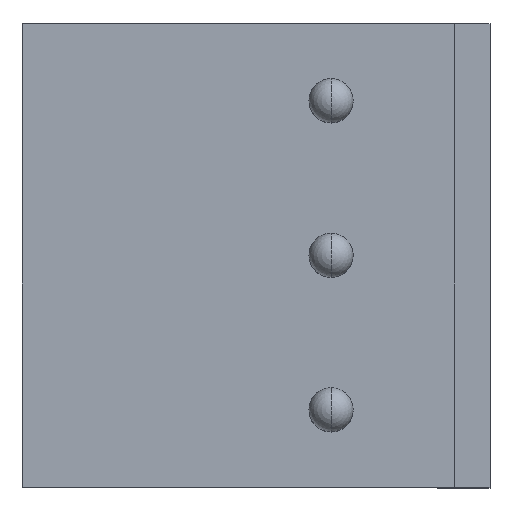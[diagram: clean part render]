
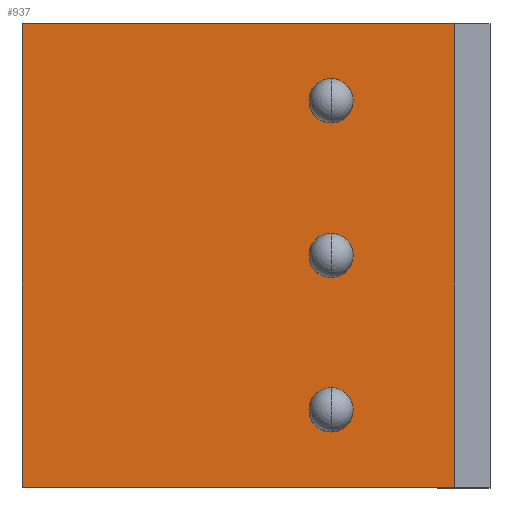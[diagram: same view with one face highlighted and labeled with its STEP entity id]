
A CAD part, top view. The second image highlights one B-rep face of the part: STEP entity #937.
In plain terms, the highlighted planar face has unit normal (0, 0, 1).
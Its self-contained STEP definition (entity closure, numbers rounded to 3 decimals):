
#1=DIRECTION('',(1.,0.,0.));
#2=VECTOR('',#1,9.8);
#3=CARTESIAN_POINT('',(0.,0.,0.));
#4=LINE('',#3,#2);
#33=DIRECTION('',(0.,1.,0.));
#34=VECTOR('',#33,10.5);
#35=CARTESIAN_POINT('',(0.,0.,0.));
#36=LINE('',#35,#34);
#37=CARTESIAN_POINT('',(7.,8.75,0.));
#38=DIRECTION('',(0.,0.,1.));
#39=DIRECTION('',(0.,-1.,0.));
#40=AXIS2_PLACEMENT_3D('',#37,#38,#39);
#42=CARTESIAN_POINT('',(7.,8.75,0.));
#43=DIRECTION('',(0.,0.,1.));
#44=DIRECTION('',(0.,1.,0.));
#45=AXIS2_PLACEMENT_3D('',#42,#43,#44);
#47=CARTESIAN_POINT('',(7.,5.25,0.));
#48=DIRECTION('',(0.,0.,1.));
#49=DIRECTION('',(0.,-1.,0.));
#50=AXIS2_PLACEMENT_3D('',#47,#48,#49);
#52=CARTESIAN_POINT('',(7.,5.25,0.));
#53=DIRECTION('',(0.,0.,1.));
#54=DIRECTION('',(0.,1.,0.));
#55=AXIS2_PLACEMENT_3D('',#52,#53,#54);
#57=CARTESIAN_POINT('',(7.,1.75,0.));
#58=DIRECTION('',(0.,0.,1.));
#59=DIRECTION('',(0.,-1.,0.));
#60=AXIS2_PLACEMENT_3D('',#57,#58,#59);
#62=CARTESIAN_POINT('',(7.,1.75,0.));
#63=DIRECTION('',(0.,0.,1.));
#64=DIRECTION('',(0.,1.,0.));
#65=AXIS2_PLACEMENT_3D('',#62,#63,#64);
#593=DIRECTION('',(0.,1.,0.));
#594=VECTOR('',#593,10.5);
#595=CARTESIAN_POINT('',(9.8,0.,0.));
#596=LINE('',#595,#594);
#597=DIRECTION('',(1.,0.,0.));
#598=VECTOR('',#597,9.8);
#599=CARTESIAN_POINT('',(0.,10.5,0.));
#600=LINE('',#599,#598);
#677=CARTESIAN_POINT('',(0.,0.,0.));
#678=CARTESIAN_POINT('',(9.8,0.,0.));
#679=VERTEX_POINT('',#677);
#680=VERTEX_POINT('',#678);
#693=CARTESIAN_POINT('',(0.,10.5,0.));
#694=CARTESIAN_POINT('',(9.8,10.5,0.));
#695=VERTEX_POINT('',#693);
#696=VERTEX_POINT('',#694);
#709=CARTESIAN_POINT('',(7.,8.25,0.));
#710=CARTESIAN_POINT('',(7.,9.25,0.));
#711=VERTEX_POINT('',#709);
#712=VERTEX_POINT('',#710);
#729=CARTESIAN_POINT('',(7.,4.75,0.));
#730=CARTESIAN_POINT('',(7.,5.75,0.));
#731=VERTEX_POINT('',#729);
#732=VERTEX_POINT('',#730);
#749=CARTESIAN_POINT('',(7.,1.25,0.));
#750=CARTESIAN_POINT('',(7.,2.25,0.));
#751=VERTEX_POINT('',#749);
#752=VERTEX_POINT('',#750);
#905=CARTESIAN_POINT('',(0.,0.,0.));
#906=DIRECTION('',(0.,0.,1.));
#907=DIRECTION('',(1.,0.,0.));
#908=AXIS2_PLACEMENT_3D('',#905,#906,#907);
#909=PLANE('',#908);
#910=ORIENTED_EDGE('',*,*,#886,.F.);
#912=ORIENTED_EDGE('',*,*,#911,.T.);
#914=ORIENTED_EDGE('',*,*,#913,.T.);
#916=ORIENTED_EDGE('',*,*,#915,.F.);
#917=EDGE_LOOP('',(#910,#912,#914,#916));
#918=FACE_OUTER_BOUND('',#917,.F.);
#920=ORIENTED_EDGE('',*,*,#919,.T.);
#922=ORIENTED_EDGE('',*,*,#921,.T.);
#923=EDGE_LOOP('',(#920,#922));
#924=FACE_BOUND('',#923,.F.);
#926=ORIENTED_EDGE('',*,*,#925,.T.);
#928=ORIENTED_EDGE('',*,*,#927,.T.);
#929=EDGE_LOOP('',(#926,#928));
#930=FACE_BOUND('',#929,.F.);
#932=ORIENTED_EDGE('',*,*,#931,.T.);
#934=ORIENTED_EDGE('',*,*,#933,.T.);
#935=EDGE_LOOP('',(#932,#934));
#936=FACE_BOUND('',#935,.F.);
#937=ADVANCED_FACE('',(#918,#924,#930,#936),#909,.T.);
#41=CIRCLE('',#40,0.5);
#46=CIRCLE('',#45,0.5);
#51=CIRCLE('',#50,0.5);
#56=CIRCLE('',#55,0.5);
#61=CIRCLE('',#60,0.5);
#66=CIRCLE('',#65,0.5);
#886=EDGE_CURVE('',#679,#680,#4,.T.);
#911=EDGE_CURVE('',#679,#695,#36,.T.);
#913=EDGE_CURVE('',#695,#696,#600,.T.);
#915=EDGE_CURVE('',#680,#696,#596,.T.);
#919=EDGE_CURVE('',#711,#712,#41,.T.);
#921=EDGE_CURVE('',#712,#711,#46,.T.);
#925=EDGE_CURVE('',#731,#732,#51,.T.);
#927=EDGE_CURVE('',#732,#731,#56,.T.);
#931=EDGE_CURVE('',#751,#752,#61,.T.);
#933=EDGE_CURVE('',#752,#751,#66,.T.);
